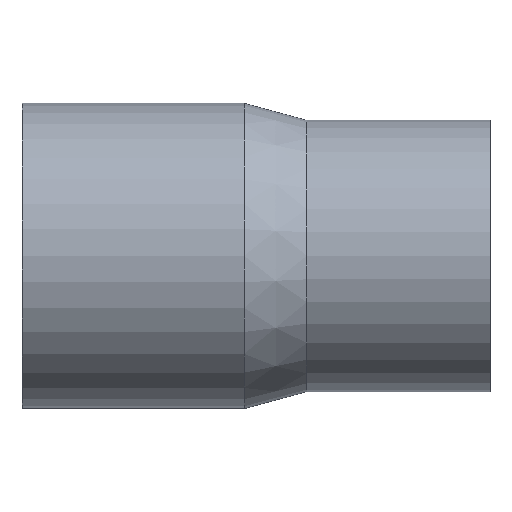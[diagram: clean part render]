
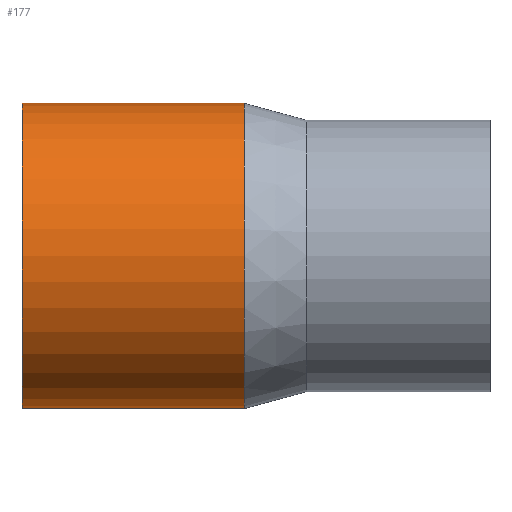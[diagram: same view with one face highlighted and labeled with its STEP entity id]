
A CAD part, top view. The second image highlights one B-rep face of the part: STEP entity #177.
In plain terms, the highlighted cylindrical face has radius 90 mm (diameter 180 mm), a partial arc.
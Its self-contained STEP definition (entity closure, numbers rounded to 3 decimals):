
#103 = VERTEX_POINT( '', #241 );
#115 = VERTEX_POINT( '', #255 );
#129 = EDGE_CURVE( '', #115, #195, #273, .T. );
#131 = VERTEX_POINT( '', #275 );
#137 = EDGE_CURVE( '', #103, #131, #281, .T. );
#139 = EDGE_CURVE( '', #103, #195, #283, .T. );
#177 = ADVANCED_FACE( '', ( #326 ), #327, .T. );
#189 = EDGE_CURVE( '', #131, #115, #339, .T. );
#195 = VERTEX_POINT( '', #345 );
#241 = CARTESIAN_POINT( '', ( 0., -90., 0. ) );
#255 = CARTESIAN_POINT( '', ( 131., 90., 0. ) );
#273 = LINE( '', #425, #426 );
#275 = CARTESIAN_POINT( '', ( 131., -90., 0. ) );
#281 = LINE( '', #436, #437 );
#283 = CIRCLE( '', #440, 90. );
#326 = FACE_OUTER_BOUND( '', #497, .T. );
#327 = CYLINDRICAL_SURFACE( '', #498, 90. );
#339 = CIRCLE( '', #517, 90. );
#345 = CARTESIAN_POINT( '', ( 0., 90., 0. ) );
#425 = CARTESIAN_POINT( '', ( 65.5, 90., 0. ) );
#426 = VECTOR( '', #620, 1. );
#436 = CARTESIAN_POINT( '', ( 65.5, -90., 0. ) );
#437 = VECTOR( '', #624, 1. );
#440 = AXIS2_PLACEMENT_3D( '', #625, #626, #627 );
#497 = EDGE_LOOP( '', ( #678, #679, #680, #681 ) );
#498 = AXIS2_PLACEMENT_3D( '', #682, #683, #684 );
#517 = AXIS2_PLACEMENT_3D( '', #693, #694, #695 );
#620 = DIRECTION( '', ( -1., 0., 0. ) );
#624 = DIRECTION( '', ( 1., 0., 0. ) );
#625 = CARTESIAN_POINT( '', ( 0., 0., 0. ) );
#626 = DIRECTION( '', ( -1., 0., 0. ) );
#627 = DIRECTION( '', ( 0., 1., 0. ) );
#678 = ORIENTED_EDGE( '', *, *, #129, .T. );
#679 = ORIENTED_EDGE( '', *, *, #139, .F. );
#680 = ORIENTED_EDGE( '', *, *, #137, .T. );
#681 = ORIENTED_EDGE( '', *, *, #189, .T. );
#682 = CARTESIAN_POINT( '', ( 65.5, 0., 0. ) );
#683 = DIRECTION( '', ( 1., 0., 0. ) );
#684 = DIRECTION( '', ( 0., 1., 0. ) );
#693 = CARTESIAN_POINT( '', ( 131., 0., 0. ) );
#694 = DIRECTION( '', ( -1., 0., 0. ) );
#695 = DIRECTION( '', ( 0., 1., 0. ) );
